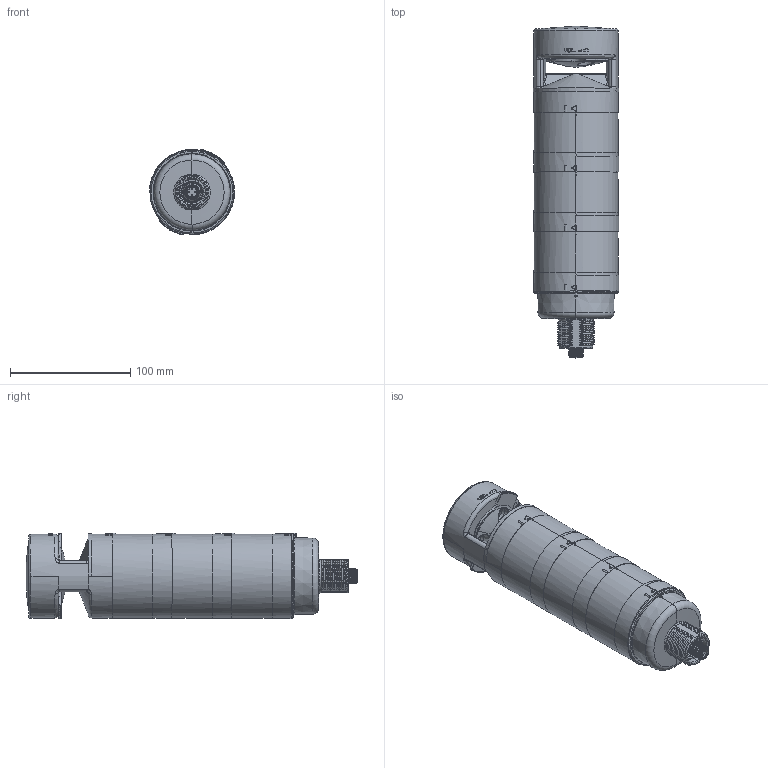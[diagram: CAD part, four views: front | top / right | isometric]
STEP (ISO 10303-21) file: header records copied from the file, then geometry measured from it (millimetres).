
FILE_DESCRIPTION((''),'2;1');
FILE_NAME('181452_ASM','2022-04-19T08:27:46',('PDMAdmin'),('BANNER ENGINEERING'),'CREO PARAMETRIC BY PTC INC, 2019292','CREO PARAMETRIC BY PTC INC, 2019292','');
FILE_SCHEMA(('CONFIG_CONTROL_DESIGN'));
Length unit declared in the file: millimetre
Products named in the file (9): 180077; 180482; 08427; 183492; 183493; 180306; 180307; 180308; 181452_ASM
Assembly tree (12 placements, depth 2):
  181452_ASM
    180077
    180482
    08427
    183492  x3
    183493  x3
    180306
    180307
    180308
Bounding box: 71 x 276.61 x 71.25 mm (x, y, z)
Volume: 256668.5 mm3; surface area: 188859.1 mm2
Topology: 12 solids, 16 shells, 3202 faces, 7836 edges, 4708 vertices
Faces by surface type: bspline 970, cylinder 909, plane 589, torus 311, cone 252, sphere 145, extrusion 22, revolution 4
Entity records: 113874 total; most frequent: CARTESIAN_POINT 70338, ORIENTED_EDGE 10004, DIRECTION 7842, EDGE_CURVE 5006, AXIS2_PLACEMENT_3D 3255, VERTEX_POINT 3058, EDGE_LOOP 2126, FACE_OUTER_BOUND 2020
